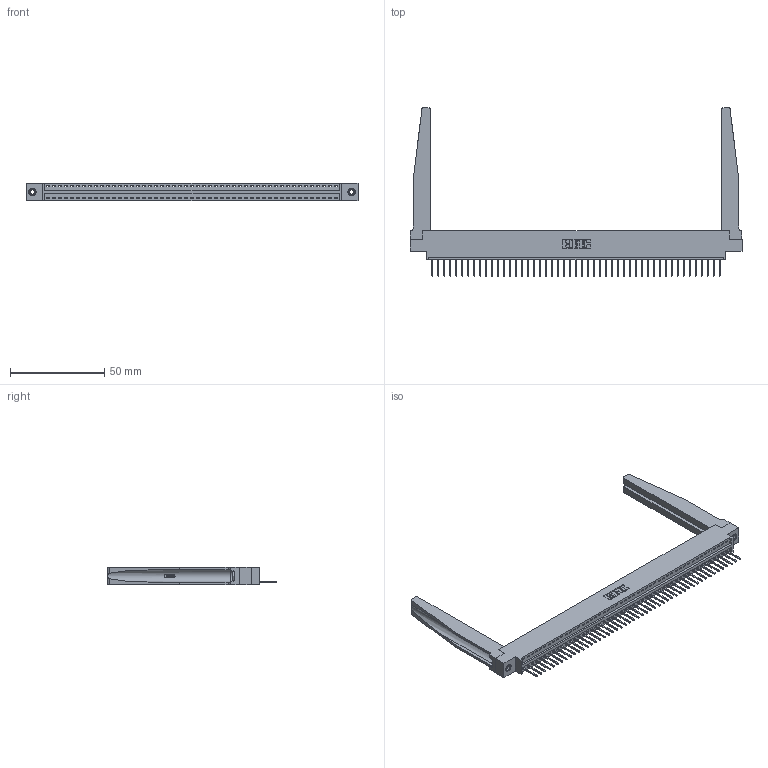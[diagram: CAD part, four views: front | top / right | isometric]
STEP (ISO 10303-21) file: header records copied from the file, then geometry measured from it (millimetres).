
FILE_DESCRIPTION (( 'STEP AP203' ), '1' );
FILE_NAME ('396-049-526-678.STEP', '2019-10-28T05:41:17', ( '' ), ( '' ), 'SwSTEP 2.0', 'SolidWorks 2016', '' );
FILE_SCHEMA (( 'CONFIG_CONTROL_DESIGN' ));
Length unit declared in the file: inch
Products named in the file (5): 346-220-078_345-220-078; 396-049-526-678; 346 Part_0.170 Offset - 0.156 Dia-TH; 345-250-001_345-250-001-102; 345-292-001_345-293-126
Assembly tree (54 placements, depth 2):
  396-049-526-678
    346 Part_0.170 Offset - 0.156 Dia-TH
    345-292-001_345-293-126  x49
    346-220-078_345-220-078  x2
    345-250-001_345-250-001-102  x2
Bounding box: 176.15 x 89.41 x 9.4 mm (x, y, z)
Volume: 23624.8 mm3; surface area: 27621 mm2
Topology: 54 solids, 54 shells, 3202 faces, 9573 edges, 6306 vertices
Faces by surface type: plane 2182, cylinder 968, bspline 36, cone 12, torus 4
Entity records: 34366 total; most frequent: CARTESIAN_POINT 6802, ORIENTED_EDGE 5674, DIRECTION 4977, EDGE_CURVE 2837, LINE 2415, VECTOR 2415, VERTEX_POINT 1884, AXIS2_PLACEMENT_3D 1281
